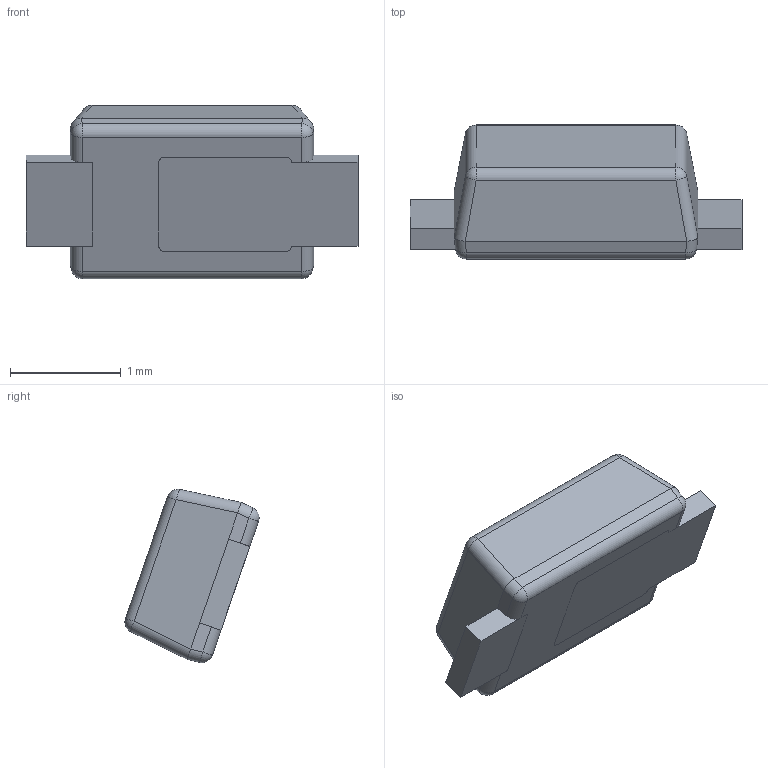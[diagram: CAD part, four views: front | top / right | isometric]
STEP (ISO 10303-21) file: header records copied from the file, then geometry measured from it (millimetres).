
FILE_DESCRIPTION(/* description */ ('Unknown'),/* implementation_level */ '2;1');
FILE_NAME(/* name */ 'PowerDI 323',/* time_stamp */ '2021-08-25T09:12:25+08:00',/* author */ ('Unknown'),/* organization */ ('Unknown'),/* preprocessor_version */ 'ST-DEVELOPER v16.7',/* originating_system */ 'DEX',/* authorisation */ $);
FILE_SCHEMA (('AUTOMOTIVE_DESIGN {1 0 10303 214 3 1 1}'));
Length unit declared in the file: millimetre
Products named in the file (3): PowerDI 323 of SKE; LF of SKE PD323; Compound of PD323
Assembly tree (2 placements, depth 2):
  PowerDI 323 of SKE
    LF of SKE PD323
    Compound of PD323
Bounding box: 3 x 1.21 x 1.57 mm (x, y, z)
Volume: 2.7 mm3; surface area: 20.3 mm2
Topology: 3 solids, 3 shells, 114 faces, 300 edges, 184 vertices
Faces by surface type: plane 60, cylinder 46, sphere 8
Entity records: 3513 total; most frequent: DIRECTION 610, CARTESIAN_POINT 605, ORIENTED_EDGE 584, EDGE_CURVE 292, AXIS2_PLACEMENT_3D 205, LINE 200, VECTOR 200, VERTEX_POINT 184
